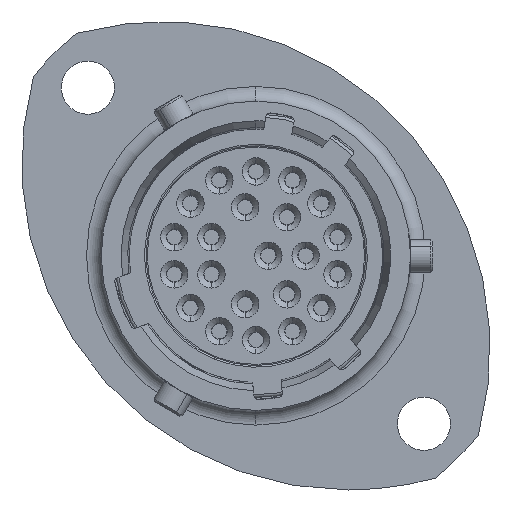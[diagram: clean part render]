
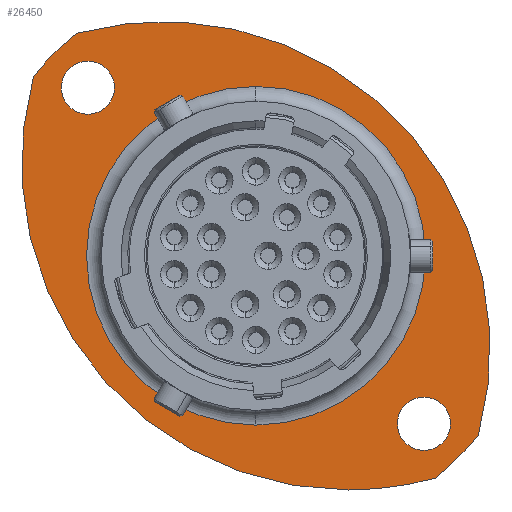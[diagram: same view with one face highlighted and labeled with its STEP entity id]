
A CAD part, left-side view. The second image highlights one B-rep face of the part: STEP entity #26450.
In plain terms, the highlighted planar face has unit normal (-1, 0, 0).
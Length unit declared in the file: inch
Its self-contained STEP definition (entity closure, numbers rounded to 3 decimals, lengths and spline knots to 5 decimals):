
#792 = EDGE_LOOP ( 'NONE', ( #36063, #36064, #36065, #36066, #36067 ) ) ;
#801 = EDGE_LOOP ( 'NONE', ( #36057, #36058 ) ) ;
#816 = EDGE_LOOP ( 'NONE', ( #36061, #36062 ) ) ;
#1147 = VERTEX_POINT ( 'NONE', #37191 ) ;
#1150 = VERTEX_POINT ( 'NONE', #37197 ) ;
#1151 = VERTEX_POINT ( 'NONE', #37198 ) ;
#1152 = VERTEX_POINT ( 'NONE', #37199 ) ;
#1155 = VERTEX_POINT ( 'NONE', #37203 ) ;
#1156 = VERTEX_POINT ( 'NONE', #37205 ) ;
#6972 = CARTESIAN_POINT ( 'NONE',  ( 0.44975, 0.11591, 0.01591 ) ) ;
#6973 = DIRECTION ( 'NONE',  ( 1., 0., 0. ) ) ;
#6974 = DIRECTION ( 'NONE',  ( 0., 0., -1. ) ) ;
#9400 = CIRCLE ( 'NONE', #9405, 0.40827 ) ;
#9405 = AXIS2_PLACEMENT_3D ( 'NONE', #6972, #6973, #6974 ) ;
#10536 = CIRCLE ( 'NONE', #10542, 0.06398 ) ;
#10542 = AXIS2_PLACEMENT_3D ( 'NONE', #13337, #13338, #13339 ) ;
#10552 = CIRCLE ( 'NONE', #10556, 0.06398 ) ;
#10556 = AXIS2_PLACEMENT_3D ( 'NONE', #13370, #13371, #13372 ) ;
#10572 = CIRCLE ( 'NONE', #10575, 0.7874 ) ;
#10575 = AXIS2_PLACEMENT_3D ( 'NONE', #13407, #13408, #13409 ) ;
#13337 = CARTESIAN_POINT ( 'NONE',  ( 0.44975, 0.52096, 0.42097 ) ) ;
#13338 = DIRECTION ( 'NONE',  ( -1., 0., 0. ) ) ;
#13339 = DIRECTION ( 'NONE',  ( 0., 0., -1. ) ) ;
#13370 = CARTESIAN_POINT ( 'NONE',  ( 0.44975, -0.28915, -0.38914 ) ) ;
#13371 = DIRECTION ( 'NONE',  ( -1., 0., 0. ) ) ;
#13372 = DIRECTION ( 'NONE',  ( 0., 0., -1. ) ) ;
#13407 = CARTESIAN_POINT ( 'NONE',  ( 0.44975, -0.1068, 0.23862 ) ) ;
#13408 = DIRECTION ( 'NONE',  ( -1., 0., 0. ) ) ;
#13409 = DIRECTION ( 'NONE',  ( 0., 0., -1. ) ) ;
#15470 = PLANE ( 'NONE',  #15921 ) ;
#15471 = FACE_BOUND ( 'NONE', #801, .T. ) ;
#15473 = FACE_BOUND ( 'NONE', #21270, .T. ) ;
#15475 = FACE_BOUND ( 'NONE', #816, .T. ) ;
#15477 = FACE_OUTER_BOUND ( 'NONE', #792, .T. ) ;
#15487 = CARTESIAN_POINT ( 'NONE',  ( 0.44975, 0.48874, 0.01591 ) ) ;
#15488 = DIRECTION ( 'NONE',  ( 1., 0., 0. ) ) ;
#15489 = DIRECTION ( 'NONE',  ( 0., 0., -1. ) ) ;
#15921 = AXIS2_PLACEMENT_3D ( 'NONE', #15487, #15488, #15489 ) ;
#19120 = CIRCLE ( 'NONE', #19130, 0.7874 ) ;
#19125 = CIRCLE ( 'NONE', #19128, 0.68898 ) ;
#19128 = AXIS2_PLACEMENT_3D ( 'NONE', #20765, #20766, #20767 ) ;
#19129 = CIRCLE ( 'NONE', #19132, 0.68898 ) ;
#19130 = AXIS2_PLACEMENT_3D ( 'NONE', #20768, #20769, #20770 ) ;
#19132 = AXIS2_PLACEMENT_3D ( 'NONE', #20771, #20772, #20773 ) ;
#19133 = CIRCLE ( 'NONE', #19136, 0.7874 ) ;
#19135 = CIRCLE ( 'NONE', #19138, 0.06398 ) ;
#19136 = AXIS2_PLACEMENT_3D ( 'NONE', #20777, #20778, #20779 ) ;
#19137 = CIRCLE ( 'NONE', #19140, 0.06398 ) ;
#19138 = AXIS2_PLACEMENT_3D ( 'NONE', #20780, #20781, #20782 ) ;
#19139 = CIRCLE ( 'NONE', #19142, 0.40827 ) ;
#19140 = AXIS2_PLACEMENT_3D ( 'NONE', #20783, #20784, #20785 ) ;
#19142 = AXIS2_PLACEMENT_3D ( 'NONE', #20787, #20788, #20789 ) ;
#20729 = CARTESIAN_POINT ( 'NONE',  ( 0.44975, 0.11591, 0.42418 ) ) ;
#20748 = CARTESIAN_POINT ( 'NONE',  ( 0.44975, 0.11591, -0.39236 ) ) ;
#20765 = CARTESIAN_POINT ( 'NONE',  ( 0.44975, 0.11591, 0.01591 ) ) ;
#20766 = DIRECTION ( 'NONE',  ( -1., 0., 0. ) ) ;
#20767 = DIRECTION ( 'NONE',  ( 0., 0., 1. ) ) ;
#20768 = CARTESIAN_POINT ( 'NONE',  ( 0.44975, 0.33862, -0.2068 ) ) ;
#20769 = DIRECTION ( 'NONE',  ( -1., 0., 0. ) ) ;
#20770 = DIRECTION ( 'NONE',  ( 0., 0., -1. ) ) ;
#20771 = CARTESIAN_POINT ( 'NONE',  ( 0.44975, 0.11591, 0.01591 ) ) ;
#20772 = DIRECTION ( 'NONE',  ( -1., 0., 0. ) ) ;
#20773 = DIRECTION ( 'NONE',  ( 0., 0., 1. ) ) ;
#20777 = CARTESIAN_POINT ( 'NONE',  ( 0.44975, -0.1068, 0.23862 ) ) ;
#20778 = DIRECTION ( 'NONE',  ( -1., 0., 0. ) ) ;
#20779 = DIRECTION ( 'NONE',  ( 0., 0., -1. ) ) ;
#20780 = CARTESIAN_POINT ( 'NONE',  ( 0.44975, -0.28915, -0.38914 ) ) ;
#20781 = DIRECTION ( 'NONE',  ( -1., 0., 0. ) ) ;
#20782 = DIRECTION ( 'NONE',  ( 0., 0., -1. ) ) ;
#20783 = CARTESIAN_POINT ( 'NONE',  ( 0.44975, 0.52096, 0.42097 ) ) ;
#20784 = DIRECTION ( 'NONE',  ( -1., 0., 0. ) ) ;
#20785 = DIRECTION ( 'NONE',  ( 0., 0., -1. ) ) ;
#20787 = CARTESIAN_POINT ( 'NONE',  ( 0.44975, 0.11591, 0.01591 ) ) ;
#20788 = DIRECTION ( 'NONE',  ( 1., 0., 0. ) ) ;
#20789 = DIRECTION ( 'NONE',  ( 0., 0., -1. ) ) ;
#21270 = EDGE_LOOP ( 'NONE', ( #36059, #36060 ) ) ;
#25359 = CARTESIAN_POINT ( 'NONE',  ( 0.44975, 0.65209, 0.44857 ) ) ;
#25372 = CARTESIAN_POINT ( 'NONE',  ( 0.44975, -0.42028, -0.41675 ) ) ;
#25376 = CARTESIAN_POINT ( 'NONE',  ( 0.44975, 0.54857, 0.5521 ) ) ;
#25945 = EDGE_CURVE ( 'NONE', #35199, #35218, #9400, .T. ) ;
#26294 = EDGE_CURVE ( 'NONE', #1147, #1150, #10536, .T. ) ;
#26301 = EDGE_CURVE ( 'NONE', #1151, #1152, #10552, .T. ) ;
#26309 = EDGE_CURVE ( 'NONE', #1155, #1156, #10572, .T. ) ;
#26450 = ADVANCED_FACE ( 'NONE', ( #15471, #15473, #15475, #15477 ), #15470, .F. ) ;
#35199 = VERTEX_POINT ( 'NONE', #20729 ) ;
#35218 = VERTEX_POINT ( 'NONE', #20748 ) ;
#35330 = EDGE_CURVE ( 'NONE', #36555, #36537, #19125, .T. ) ;
#35332 = EDGE_CURVE ( 'NONE', #36551, #36555, #19120, .T. ) ;
#35334 = EDGE_CURVE ( 'NONE', #1156, #36551, #19129, .T. ) ;
#35339 = EDGE_CURVE ( 'NONE', #36537, #1155, #19133, .T. ) ;
#35341 = EDGE_CURVE ( 'NONE', #1152, #1151, #19135, .T. ) ;
#35344 = EDGE_CURVE ( 'NONE', #1150, #1147, #19137, .T. ) ;
#35346 = EDGE_CURVE ( 'NONE', #35218, #35199, #19139, .T. ) ;
#36057 = ORIENTED_EDGE ( 'NONE', *, *, #35346, .T. ) ;
#36058 = ORIENTED_EDGE ( 'NONE', *, *, #25945, .T. ) ;
#36059 = ORIENTED_EDGE ( 'NONE', *, *, #26294, .F. ) ;
#36060 = ORIENTED_EDGE ( 'NONE', *, *, #35344, .F. ) ;
#36061 = ORIENTED_EDGE ( 'NONE', *, *, #26301, .F. ) ;
#36062 = ORIENTED_EDGE ( 'NONE', *, *, #35341, .F. ) ;
#36063 = ORIENTED_EDGE ( 'NONE', *, *, #35339, .T. ) ;
#36064 = ORIENTED_EDGE ( 'NONE', *, *, #26309, .T. ) ;
#36065 = ORIENTED_EDGE ( 'NONE', *, *, #35334, .T. ) ;
#36066 = ORIENTED_EDGE ( 'NONE', *, *, #35332, .T. ) ;
#36067 = ORIENTED_EDGE ( 'NONE', *, *, #35330, .T. ) ;
#36537 = VERTEX_POINT ( 'NONE', #25359 ) ;
#36551 = VERTEX_POINT ( 'NONE', #25372 ) ;
#36555 = VERTEX_POINT ( 'NONE', #25376 ) ;
#37191 = CARTESIAN_POINT ( 'NONE',  ( 0.44975, 0.52096, 0.35699 ) ) ;
#37197 = CARTESIAN_POINT ( 'NONE',  ( 0.44975, 0.52096, 0.48494 ) ) ;
#37198 = CARTESIAN_POINT ( 'NONE',  ( 0.44975, -0.28915, -0.45312 ) ) ;
#37199 = CARTESIAN_POINT ( 'NONE',  ( 0.44975, -0.28915, -0.32517 ) ) ;
#37203 = CARTESIAN_POINT ( 'NONE',  ( 0.44975, -0.1068, -0.54878 ) ) ;
#37205 = CARTESIAN_POINT ( 'NONE',  ( 0.44975, -0.31675, -0.52027 ) ) ;
